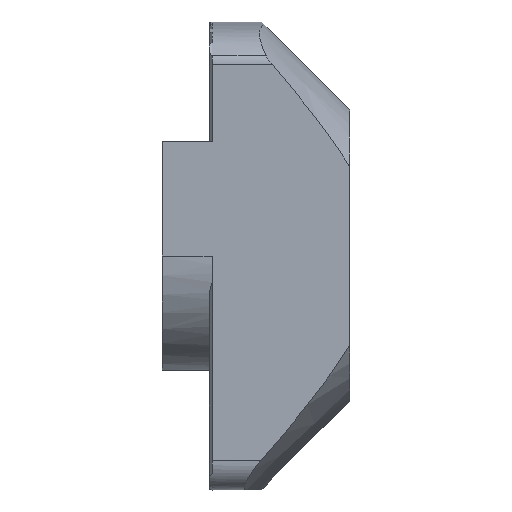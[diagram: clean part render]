
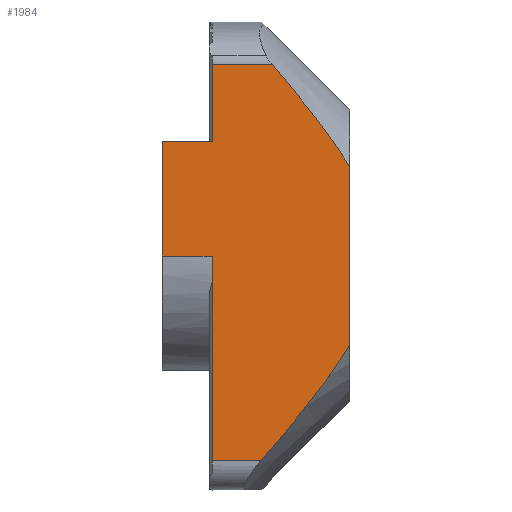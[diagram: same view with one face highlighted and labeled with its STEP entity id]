
A CAD part, left-side view. The second image highlights one B-rep face of the part: STEP entity #1984.
In plain terms, the highlighted planar face has unit normal (-1, 0, 0).
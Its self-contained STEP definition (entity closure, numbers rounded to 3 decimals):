
#28 = CARTESIAN_POINT ( 'NONE',  ( -3.95, -6., 3.066 ) ) ;
#66 = EDGE_CURVE ( 'NONE', #2429, #2297, #321, .T. ) ;
#75 = VECTOR ( 'NONE', #1020, 1000. ) ;
#93 = CARTESIAN_POINT ( 'NONE',  ( -3.95, -1.3, 0. ) ) ;
#105 = CARTESIAN_POINT ( 'NONE',  ( -3.95, -6., -3.066 ) ) ;
#157 = EDGE_LOOP ( 'NONE', ( #1350, #1192, #2885, #703, #230, #1739, #2502, #905, #2471, #912 ) ) ;
#190 = VECTOR ( 'NONE', #2357, 1000. ) ;
#220 = B_SPLINE_CURVE_WITH_KNOTS ( 'NONE', 3,
 ( #1414, #2691, #2731, #2071, #698, #28 ),
 .UNSPECIFIED., .F., .F.,
 ( 4, 2, 4 ),
 ( 0., 0.002, 0.004 ),
 .UNSPECIFIED. ) ;
#230 = ORIENTED_EDGE ( 'NONE', *, *, #66, .F. ) ;
#302 = VERTEX_POINT ( 'NONE', #1325 ) ;
#321 = LINE ( 'NONE', #1010, #1058 ) ;
#344 = CARTESIAN_POINT ( 'NONE',  ( -3.95, -5.782, -3.421 ) ) ;
#377 = DIRECTION ( 'NONE',  ( 0., 1., 0. ) ) ;
#399 = EDGE_CURVE ( 'NONE', #1829, #2429, #528, .T. ) ;
#510 = VERTEX_POINT ( 'NONE', #105 ) ;
#527 = AXIS2_PLACEMENT_3D ( 'NONE', #2554, #2774, #1059 ) ;
#528 = LINE ( 'NONE', #93, #2051 ) ;
#539 = EDGE_CURVE ( 'NONE', #586, #510, #1665, .T. ) ;
#545 = CARTESIAN_POINT ( 'NONE',  ( -3.95, -2.962, -7. ) ) ;
#555 = DIRECTION ( 'NONE',  ( 0., 0., 1. ) ) ;
#584 = CARTESIAN_POINT ( 'NONE',  ( -3.95, -6., -3.066 ) ) ;
#586 = VERTEX_POINT ( 'NONE', #1067 ) ;
#614 = CARTESIAN_POINT ( 'NONE',  ( -3.95, 0., 3.9 ) ) ;
#698 = CARTESIAN_POINT ( 'NONE',  ( -3.95, -5.618, 3.688 ) ) ;
#703 = ORIENTED_EDGE ( 'NONE', *, *, #748, .T. ) ;
#748 = EDGE_CURVE ( 'NONE', #2349, #2297, #2177, .T. ) ;
#848 = B_SPLINE_CURVE_WITH_KNOTS ( 'NONE', 3,
 ( #584, #344, #1023, #2524, #1220, #1645, #2537, #545 ),
 .UNSPECIFIED., .F., .F.,
 ( 4, 2, 2, 4 ),
 ( 0., 0.001, 0.002, 0.005 ),
 .UNSPECIFIED. ) ;
#903 = EDGE_CURVE ( 'NONE', #2874, #586, #220, .T. ) ;
#905 = ORIENTED_EDGE ( 'NONE', *, *, #2733, .F. ) ;
#912 = ORIENTED_EDGE ( 'NONE', *, *, #903, .F. ) ;
#983 = CARTESIAN_POINT ( 'NONE',  ( -3.95, 0., 6.537 ) ) ;
#998 = FACE_OUTER_BOUND ( 'NONE', #157, .T. ) ;
#1010 = CARTESIAN_POINT ( 'NONE',  ( -3.95, 0., 0. ) ) ;
#1020 = DIRECTION ( 'NONE',  ( 0., 0., -1. ) ) ;
#1023 = CARTESIAN_POINT ( 'NONE',  ( -3.95, -5.549, -3.764 ) ) ;
#1032 = CARTESIAN_POINT ( 'NONE',  ( -3.95, -1.3, 0. ) ) ;
#1040 = CARTESIAN_POINT ( 'NONE',  ( -3.95, 0., -7. ) ) ;
#1058 = VECTOR ( 'NONE', #1223, 1000. ) ;
#1059 = DIRECTION ( 'NONE',  ( 0., 0., -1. ) ) ;
#1067 = CARTESIAN_POINT ( 'NONE',  ( -3.95, -6., 3.066 ) ) ;
#1111 = VECTOR ( 'NONE', #2086, 1000. ) ;
#1138 = CARTESIAN_POINT ( 'NONE',  ( -3.95, -2.962, -7. ) ) ;
#1163 = VECTOR ( 'NONE', #2675, 1000. ) ;
#1192 = ORIENTED_EDGE ( 'NONE', *, *, #1365, .F. ) ;
#1209 = CARTESIAN_POINT ( 'NONE',  ( -3.95, -1.3, 6.537 ) ) ;
#1220 = CARTESIAN_POINT ( 'NONE',  ( -3.95, -4.813, -4.766 ) ) ;
#1223 = DIRECTION ( 'NONE',  ( 0., 1., 0. ) ) ;
#1258 = DIRECTION ( 'NONE',  ( 0., -1., 0. ) ) ;
#1283 = LINE ( 'NONE', #1032, #190 ) ;
#1325 = CARTESIAN_POINT ( 'NONE',  ( -3.95, -1.3, 3.9 ) ) ;
#1350 = ORIENTED_EDGE ( 'NONE', *, *, #1856, .F. ) ;
#1365 = EDGE_CURVE ( 'NONE', #302, #1935, #1283, .T. ) ;
#1414 = CARTESIAN_POINT ( 'NONE',  ( -3.95, -3.362, 6.537 ) ) ;
#1645 = CARTESIAN_POINT ( 'NONE',  ( -3.95, -4.043, -5.741 ) ) ;
#1665 = LINE ( 'NONE', #1708, #75 ) ;
#1708 = CARTESIAN_POINT ( 'NONE',  ( -3.95, -6., 5.25 ) ) ;
#1711 = LINE ( 'NONE', #1040, #2077 ) ;
#1733 = VERTEX_POINT ( 'NONE', #1138 ) ;
#1739 = ORIENTED_EDGE ( 'NONE', *, *, #399, .F. ) ;
#1829 = VERTEX_POINT ( 'NONE', #2681 ) ;
#1856 = EDGE_CURVE ( 'NONE', #1935, #2874, #2212, .T. ) ;
#1880 = PLANE ( 'NONE',  #527 ) ;
#1931 = CARTESIAN_POINT ( 'NONE',  ( -3.95, -1.3, 0. ) ) ;
#1935 = VERTEX_POINT ( 'NONE', #1209 ) ;
#1984 = ADVANCED_FACE ( 'NONE', ( #998 ), #1880, .F. ) ;
#2051 = VECTOR ( 'NONE', #555, 1000. ) ;
#2071 = CARTESIAN_POINT ( 'NONE',  ( -3.95, -5.19, 4.276 ) ) ;
#2077 = VECTOR ( 'NONE', #377, 1000. ) ;
#2086 = DIRECTION ( 'NONE',  ( 0., -1., 0. ) ) ;
#2162 = CARTESIAN_POINT ( 'NONE',  ( -3.95, 0.4, 0. ) ) ;
#2177 = LINE ( 'NONE', #2162, #1163 ) ;
#2212 = LINE ( 'NONE', #983, #1111 ) ;
#2287 = CARTESIAN_POINT ( 'NONE',  ( -3.95, 0.4, 0. ) ) ;
#2297 = VERTEX_POINT ( 'NONE', #2287 ) ;
#2349 = VERTEX_POINT ( 'NONE', #2522 ) ;
#2357 = DIRECTION ( 'NONE',  ( 0., 0., 1. ) ) ;
#2424 = EDGE_CURVE ( 'NONE', #2349, #302, #2587, .T. ) ;
#2429 = VERTEX_POINT ( 'NONE', #1931 ) ;
#2471 = ORIENTED_EDGE ( 'NONE', *, *, #539, .F. ) ;
#2502 = ORIENTED_EDGE ( 'NONE', *, *, #2799, .F. ) ;
#2522 = CARTESIAN_POINT ( 'NONE',  ( -3.95, 0.4, 3.9 ) ) ;
#2524 = CARTESIAN_POINT ( 'NONE',  ( -3.95, -5.064, -4.436 ) ) ;
#2537 = CARTESIAN_POINT ( 'NONE',  ( -3.95, -3.507, -6.374 ) ) ;
#2554 = CARTESIAN_POINT ( 'NONE',  ( -3.95, 0., 0. ) ) ;
#2587 = LINE ( 'NONE', #614, #2607 ) ;
#2607 = VECTOR ( 'NONE', #1258, 1000. ) ;
#2675 = DIRECTION ( 'NONE',  ( 0., 0., -1. ) ) ;
#2681 = CARTESIAN_POINT ( 'NONE',  ( -3.95, -1.3, -7. ) ) ;
#2691 = CARTESIAN_POINT ( 'NONE',  ( -3.95, -3.835, 5.984 ) ) ;
#2731 = CARTESIAN_POINT ( 'NONE',  ( -3.95, -4.3, 5.424 ) ) ;
#2733 = EDGE_CURVE ( 'NONE', #510, #1733, #848, .T. ) ;
#2774 = DIRECTION ( 'NONE',  ( 1., 0., 0. ) ) ;
#2799 = EDGE_CURVE ( 'NONE', #1733, #1829, #1711, .T. ) ;
#2824 = CARTESIAN_POINT ( 'NONE',  ( -3.95, -3.362, 6.537 ) ) ;
#2874 = VERTEX_POINT ( 'NONE', #2824 ) ;
#2885 = ORIENTED_EDGE ( 'NONE', *, *, #2424, .F. ) ;
